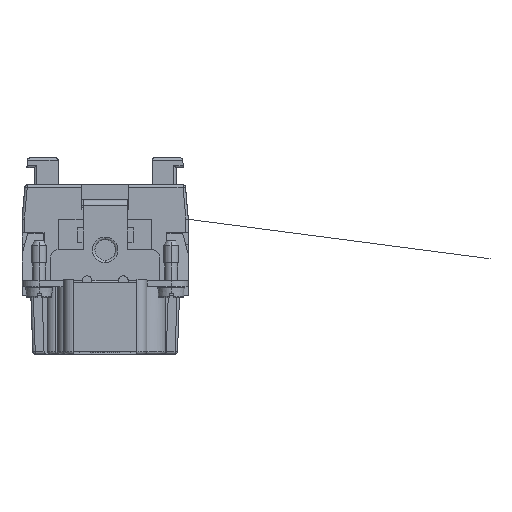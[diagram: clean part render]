
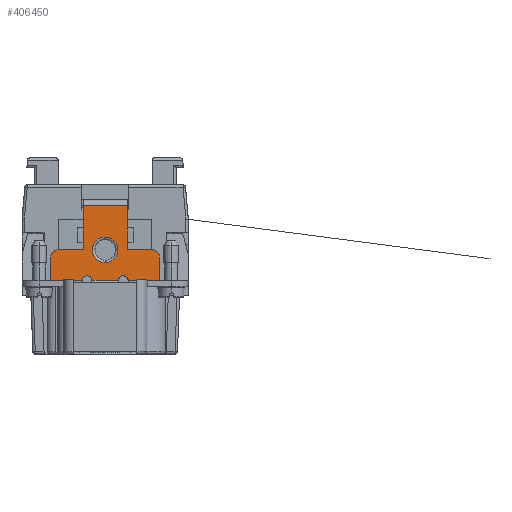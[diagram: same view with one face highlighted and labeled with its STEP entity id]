
A CAD part, left-side view. The second image highlights one B-rep face of the part: STEP entity #406450.
In plain terms, the highlighted planar face has unit normal (-1, 0, 0).
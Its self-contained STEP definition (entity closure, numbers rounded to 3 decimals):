
#17750=CARTESIAN_POINT('',(47.946,53.084,10.8))
;
#17760=VERTEX_POINT('',#17750);
#17790=CARTESIAN_POINT('',(47.946,53.084,-21.2)
);
#17800=DIRECTION('',(0.,0.,1.));
#17810=VECTOR('',#17800,1.);
#17820=LINE('',#17790,#17810);
#17830=CARTESIAN_POINT('',(47.946,53.084,6.3))
;
#17840=VERTEX_POINT('',#17830);
#17850=EDGE_CURVE('',#17840,#17760,#17820,.T.);
#18070=CARTESIAN_POINT('',(47.946,53.084,3.3))
;
#18080=VERTEX_POINT('',#18070);
#18110=CARTESIAN_POINT('',(47.946,53.084,1.8))
;
#18120=VERTEX_POINT('',#18110);
#18130=EDGE_CURVE('',#18120,#18080,#17820,.T.);
#87330=CARTESIAN_POINT('',(47.946,44.084,1.8))
;
#87340=VERTEX_POINT('',#87330);
#87390=CARTESIAN_POINT('',(47.946,44.084,-21.2)
);
#87400=DIRECTION('',(0.,0.,-1.));
#87410=VECTOR('',#87400,1.);
#87420=LINE('',#87390,#87410);
#87430=CARTESIAN_POINT('',(47.946,44.084,3.3))
;
#87440=VERTEX_POINT('',#87430);
#87450=EDGE_CURVE('',#87440,#87340,#87420,.T.);
#87670=CARTESIAN_POINT('',(47.946,44.084,6.3))
;
#87680=VERTEX_POINT('',#87670);
#87710=CARTESIAN_POINT('',(47.946,44.084,10.8))
;
#87720=VERTEX_POINT('',#87710);
#87730=EDGE_CURVE('',#87720,#87680,#87420,.T.);
#373880=CARTESIAN_POINT('',(47.946,53.284,-4.5
));
#373890=VERTEX_POINT('',#373880);
#374190=CARTESIAN_POINT('',(47.946,52.284,-4.5
));
#374200=DIRECTION('',(-1.,0.,0.));
#374210=DIRECTION('',(0.,-1.,0.));
#374220=AXIS2_PLACEMENT_3D('',#374190,#374200,#374210);
#374230=CIRCLE('',#374220,1.);
#374240=CARTESIAN_POINT('',(47.946,51.285,
-4.446));
#374250=VERTEX_POINT('',#374240);
#374260=EDGE_CURVE('',#374250,#373890,#374230,.T.);
#374780=CARTESIAN_POINT('',(47.946,59.684,-4.5
));
#374790=VERTEX_POINT('',#374780);
#374840=CARTESIAN_POINT('',(47.946,92.583,
-4.5));
#374850=DIRECTION('',(0.,1.,0.));
#374860=VECTOR('',#374850,1.);
#374870=LINE('',#374840,#374860);
#374880=EDGE_CURVE('',#373890,#374790,#374870,.T.);
#402440=CARTESIAN_POINT('',(47.946,43.884,-4.5
));
#402450=VERTEX_POINT('',#402440);
#405260=CARTESIAN_POINT('',(47.946,48.036,
-2.634));
#405270=DIRECTION('',(-1.,0.,0.));
#405280=DIRECTION('',(0.,-1.,0.));
#405290=AXIS2_PLACEMENT_3D('',#405260,#405270,#405280);
#405300=PLANE('',#405290);
#405310=CARTESIAN_POINT('',(47.946,48.584,1.8)
);
#405320=DIRECTION('',(-1.,0.,0.));
#405330=DIRECTION('',(0.,-1.,0.));
#405340=AXIS2_PLACEMENT_3D('',#405310,#405320,#405330);
#405350=CIRCLE('',#405340,2.6);
#405360=CARTESIAN_POINT('',(47.946,51.184,1.8)
);
#405370=VERTEX_POINT('',#405360);
#405380=CARTESIAN_POINT('',(47.946,48.584,-0.8)
);
#405390=VERTEX_POINT('',#405380);
#405400=EDGE_CURVE('',#405370,#405390,#405350,.T.);
#405410=ORIENTED_EDGE('',*,*,#405400,.F.);
#405420=CARTESIAN_POINT('',(47.946,48.584,4.4)
);
#405430=VERTEX_POINT('',#405420);
#405440=EDGE_CURVE('',#405390,#405430,#405350,.T.);
#405450=ORIENTED_EDGE('',*,*,#405440,.F.);
#405460=EDGE_CURVE('',#405430,#405370,#405350,.T.);
#405470=ORIENTED_EDGE('',*,*,#405460,.F.);
#405480=EDGE_LOOP('',(#405470,#405450,#405410));
#405490=FACE_BOUND('',#405480,.T.);
#405500=CARTESIAN_POINT('',(47.946,58.184,0.3
));
#405510=DIRECTION('',(1.,0.,0.));
#405520=DIRECTION('',(0.,1.,0.));
#405530=AXIS2_PLACEMENT_3D('',#405500,#405510,#405520);
#405540=CIRCLE('',#405530,1.5);
#405550=CARTESIAN_POINT('',(47.946,59.684,0.3
));
#405560=VERTEX_POINT('',#405550);
#405570=CARTESIAN_POINT('',(47.946,58.184,1.8)
);
#405580=VERTEX_POINT('',#405570);
#405590=EDGE_CURVE('',#405560,#405580,#405540,.T.);
#405600=ORIENTED_EDGE('',*,*,#405590,.F.);
#405610=CARTESIAN_POINT('',(47.946,92.583,
1.8));
#405620=DIRECTION('',(0.,-1.,0.));
#405630=VECTOR('',#405620,1.);
#405640=LINE('',#405610,#405630);
#405650=EDGE_CURVE('',#405580,#18120,#405640,.T.);
#405660=ORIENTED_EDGE('',*,*,#405650,.F.);
#405670=ORIENTED_EDGE('',*,*,#18130,.F.);
#405680=CARTESIAN_POINT('',(47.946,53.084,-21.2
));
#405690=DIRECTION('',(0.,0.,1.));
#405700=VECTOR('',#405690,1.);
#405710=LINE('',#405680,#405700);
#405720=EDGE_CURVE('',#18080,#17840,#405710,.T.);
#405730=ORIENTED_EDGE('',*,*,#405720,.F.);
#405740=ORIENTED_EDGE('',*,*,#17850,.F.);
#405750=CARTESIAN_POINT('',(47.946,92.583,
10.8));
#405760=DIRECTION('',(0.,-1.,0.));
#405770=VECTOR('',#405760,1.);
#405780=LINE('',#405750,#405770);
#405790=EDGE_CURVE('',#17760,#87720,#405780,.T.);
#405800=ORIENTED_EDGE('',*,*,#405790,.F.);
#405810=ORIENTED_EDGE('',*,*,#87730,.F.);
#405820=CARTESIAN_POINT('',(47.946,44.084,-21.2
));
#405830=DIRECTION('',(0.,0.,1.));
#405840=VECTOR('',#405830,1.);
#405850=LINE('',#405820,#405840);
#405860=EDGE_CURVE('',#87440,#87680,#405850,.T.);
#405870=ORIENTED_EDGE('',*,*,#405860,.T.);
#405880=ORIENTED_EDGE('',*,*,#87450,.F.);
#405890=CARTESIAN_POINT('',(47.946,92.583,
1.8));
#405900=DIRECTION('',(0.,-1.,0.));
#405910=VECTOR('',#405900,1.);
#405920=LINE('',#405890,#405910);
#405930=CARTESIAN_POINT('',(47.946,38.984,1.8)
);
#405940=VERTEX_POINT('',#405930);
#405950=EDGE_CURVE('',#87340,#405940,#405920,.T.);
#405960=ORIENTED_EDGE('',*,*,#405950,.F.);
#405970=CARTESIAN_POINT('',(47.946,38.984,0.3
));
#405980=DIRECTION('',(1.,0.,0.));
#405990=DIRECTION('',(0.,1.,0.));
#406000=AXIS2_PLACEMENT_3D('',#405970,#405980,#405990);
#406010=CIRCLE('',#406000,1.5);
#406020=CARTESIAN_POINT('',(47.946,37.484,0.3
));
#406030=VERTEX_POINT('',#406020);
#406040=EDGE_CURVE('',#405940,#406030,#406010,.T.);
#406050=ORIENTED_EDGE('',*,*,#406040,.F.);
#406060=CARTESIAN_POINT('',(47.946,37.484,-21.2
));
#406070=DIRECTION('',(0.,0.,-1.));
#406080=VECTOR('',#406070,1.);
#406090=LINE('',#406060,#406080);
#406100=CARTESIAN_POINT('',(47.946,37.484,-4.5)
);
#406110=VERTEX_POINT('',#406100);
#406120=EDGE_CURVE('',#406030,#406110,#406090,.T.);
#406130=ORIENTED_EDGE('',*,*,#406120,.F.);
#406140=CARTESIAN_POINT('',(47.946,92.583,
-4.5));
#406150=DIRECTION('',(0.,1.,0.));
#406160=VECTOR('',#406150,1.);
#406170=LINE('',#406140,#406160);
#406180=EDGE_CURVE('',#406110,#402450,#406170,.T.);
#406190=ORIENTED_EDGE('',*,*,#406180,.F.);
#406200=CARTESIAN_POINT('',(47.946,44.884,-4.5
));
#406210=DIRECTION('',(-1.,0.,0.));
#406220=DIRECTION('',(0.,-1.,0.));
#406230=AXIS2_PLACEMENT_3D('',#406200,#406210,#406220);
#406240=CIRCLE('',#406230,1.);
#406250=CARTESIAN_POINT('',(47.946,45.882,
-4.446));
#406260=VERTEX_POINT('',#406250);
#406270=EDGE_CURVE('',#402450,#406260,#406240,.T.);
#406280=ORIENTED_EDGE('',*,*,#406270,.F.);
#406290=CARTESIAN_POINT('',(47.946,92.583,
-4.446));
#406300=DIRECTION('',(0.,-1.,0.));
#406310=VECTOR('',#406300,1.);
#406320=LINE('',#406290,#406310);
#406330=EDGE_CURVE('',#374250,#406260,#406320,.T.);
#406340=ORIENTED_EDGE('',*,*,#406330,.T.);
#406350=ORIENTED_EDGE('',*,*,#374260,.F.);
#406360=ORIENTED_EDGE('',*,*,#374880,.F.);
#406370=CARTESIAN_POINT('',(47.946,59.684,-21.2
));
#406380=DIRECTION('',(0.,0.,1.));
#406390=VECTOR('',#406380,1.);
#406400=LINE('',#406370,#406390);
#406410=EDGE_CURVE('',#374790,#405560,#406400,.T.);
#406420=ORIENTED_EDGE('',*,*,#406410,.F.);
#406430=EDGE_LOOP('',(#406420,#406360,#406350,#406340,#406280,#406190,
#406130,#406050,#405960,#405880,#405870,#405810,#405800,#405740,#405730,
#405670,#405660,#405600));
#406440=FACE_OUTER_BOUND('',#406430,.T.);
#406450=ADVANCED_FACE('',(#405490,#406440),#405300,.T.);
